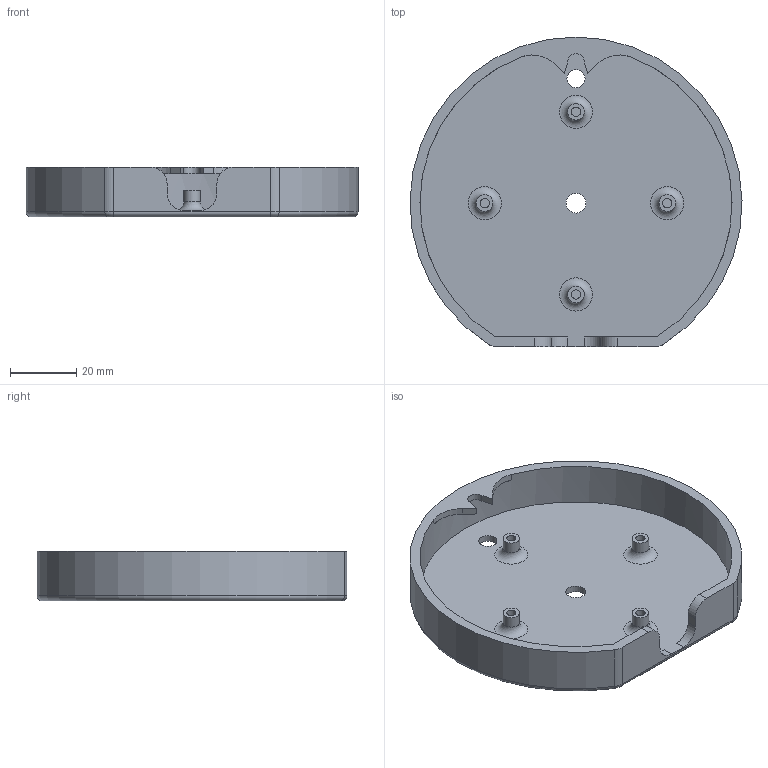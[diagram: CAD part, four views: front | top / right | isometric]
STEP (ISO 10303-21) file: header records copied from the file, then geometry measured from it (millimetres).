
FILE_DESCRIPTION(/* description */ (''),/* implementation_level */ '2;1');
FILE_NAME(/* name */ 'Target case v2.step',/* time_stamp */ '2020-12-19T08:32:41+01:00',/* author */ (''),/* organization */ (''),/* preprocessor_version */ 'ST-DEVELOPER v18.1',/* originating_system */ 'Autodesk Translation Framework v9.7.1.1290',/* authorisation */ '');
FILE_SCHEMA (('AUTOMOTIVE_DESIGN { 1 0 10303 214 3 1 1 }'));
Length unit declared in the file: millimetre
Products named in the file (1): Target case
Bounding box: 99.98 x 93.3 x 15 mm (x, y, z)
Volume: 26814.8 mm3; surface area: 23906.2 mm2
Topology: 1 solids, 1 shells, 50 faces, 116 edges, 76 vertices
Faces by surface type: cylinder 22, plane 21, torus 7
Full cylindrical faces by diameter (mm): 2.8 x4, 5 x4, 5.5 x1, 6 x1
Entity records: 1492 total; most frequent: DIRECTION 281, CARTESIAN_POINT 243, ORIENTED_EDGE 232, EDGE_CURVE 116, AXIS2_PLACEMENT_3D 114, VERTEX_POINT 76, CIRCLE 63, EDGE_LOOP 62
